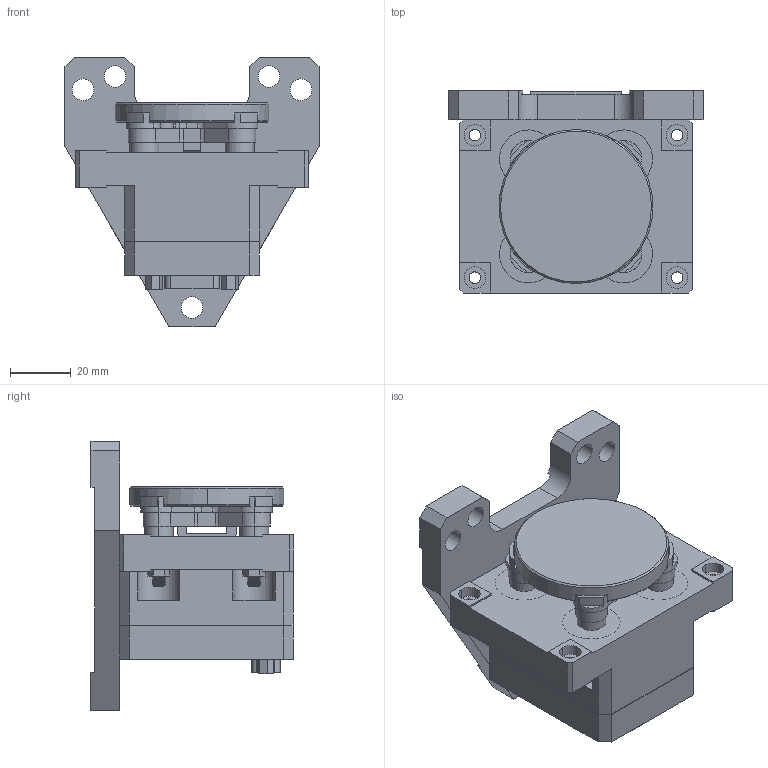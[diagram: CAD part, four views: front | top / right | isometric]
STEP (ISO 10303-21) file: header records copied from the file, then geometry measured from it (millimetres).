
FILE_DESCRIPTION (( 'STEP AP203' ), '1' );
FILE_NAME ('OIM202 Simplified Model.STEP', '2014-10-30T17:20:37', ( '' ), ( '' ), 'SwSTEP 2.0', 'SolidWorks 2011', '' );
FILE_SCHEMA (( 'CONFIG_CONTROL_DESIGN' ));
Length unit declared in the file: inch
Products named in the file (1): OIM202 Simplified Model
Bounding box: 83.82 x 66.68 x 88.9 mm (x, y, z)
Volume: 165620.9 mm3; surface area: 52161 mm2
Topology: 6 solids, 6 shells, 767 faces, 1995 edges, 1270 vertices
Faces by surface type: plane 320, cylinder 301, cone 116, torus 30
Entity records: 25283 total; most frequent: CARTESIAN_POINT 6233, DIRECTION 3996, ORIENTED_EDGE 3974, EDGE_CURVE 1987, AXIS2_PLACEMENT_3D 1433, VERTEX_POINT 1270, LINE 1130, VECTOR 1130
